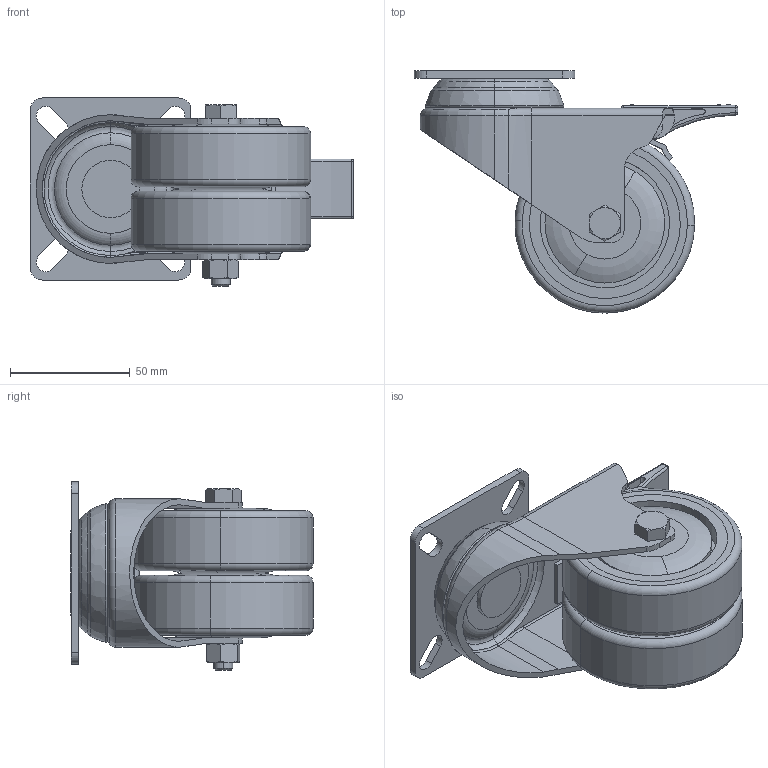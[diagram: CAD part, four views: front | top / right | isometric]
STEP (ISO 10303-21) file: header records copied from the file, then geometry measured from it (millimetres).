
FILE_DESCRIPTION (( 'STEP AP203' ), '1' );
FILE_NAME ('S3716B.STEP', '2020-02-21T03:13:04', ( '' ), ( '' ), 'SwSTEP 2.0', 'SolidWorks 2013', '' );
FILE_SCHEMA (( 'CONFIG_CONTROL_DESIGN' ));
Length unit declared in the file: millimetre
Products named in the file (1): S3716B
Bounding box: 134.94 x 101.01 x 78.5 mm (x, y, z)
Volume: 234375.6 mm3; surface area: 129028.4 mm2
Topology: 18 solids, 18 shells, 459 faces, 1064 edges, 657 vertices
Faces by surface type: cylinder 191, plane 126, torus 92, cone 26, bspline 18, sphere 6
Entity records: 13937 total; most frequent: CARTESIAN_POINT 3228, DIRECTION 2388, ORIENTED_EDGE 2116, EDGE_CURVE 1058, AXIS2_PLACEMENT_3D 1003, VERTEX_POINT 657, CIRCLE 561, EDGE_LOOP 525
